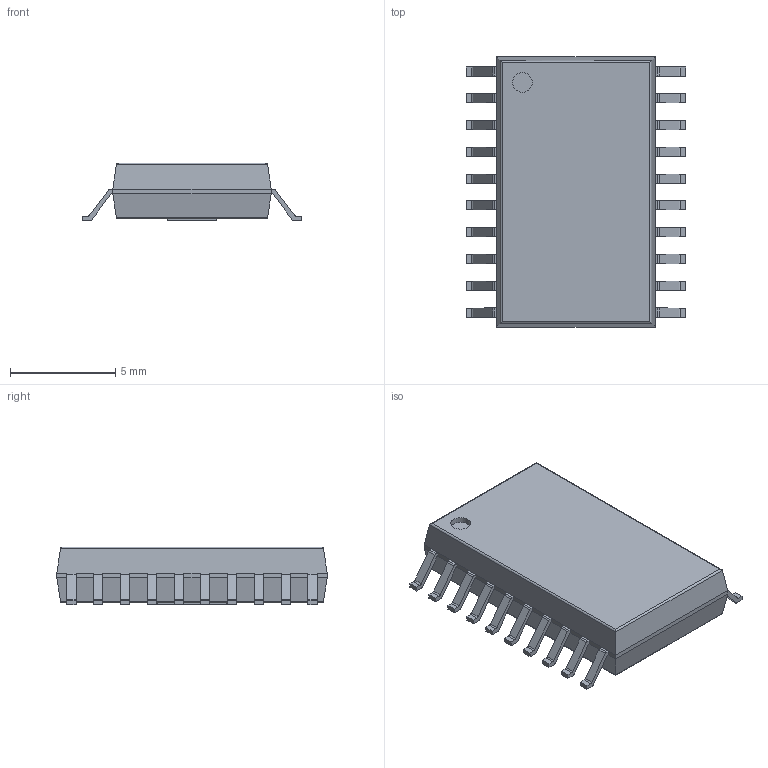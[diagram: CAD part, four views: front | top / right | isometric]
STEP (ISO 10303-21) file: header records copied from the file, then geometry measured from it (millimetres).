
FILE_DESCRIPTION(('FreeCAD Model'),'2;1');
FILE_NAME('329967.1.1.stp','2021-01-27T11:56:28',( 'Author'),(''),'Open CASCADE STEP processor 6.9','FreeCAD','Unknown' );
FILE_SCHEMA(('AUTOMOTIVE_DESIGN { 1 0 10303 214 1 1 1 1 }'));
Length unit declared in the file: millimetre
Products named in the file (4): ASSEMBLY; Body; PinsArrayLR; ThermalPad
Assembly tree (3 placements, depth 2):
  ASSEMBLY
    Body
    PinsArrayLR
    ThermalPad
Bounding box: 10.4 x 12.82 x 2.75 mm (x, y, z)
Volume: 250.7 mm3; surface area: 357.7 mm2
Topology: 22 solids, 22 shells, 290 faces, 719 edges, 474 vertices
Faces by surface type: plane 221, cylinder 69
Full cylindrical faces by diameter (mm): 0.94 x1
Entity records: 18329 total; most frequent: CARTESIAN_POINT 3457, DIRECTION 2755, LINE 1845, VECTOR 1845, ORIENTED_EDGE 1438, PCURVE 1438, DEFINITIONAL_REPRESENTATION 1438, EDGE_CURVE 719
